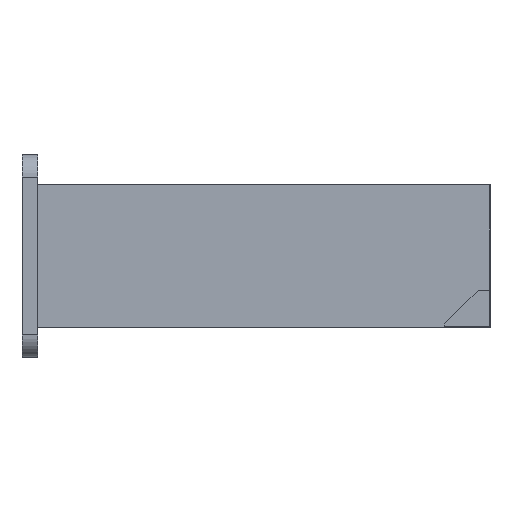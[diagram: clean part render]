
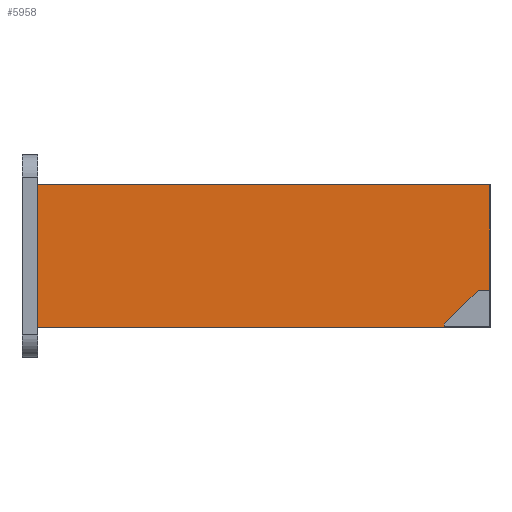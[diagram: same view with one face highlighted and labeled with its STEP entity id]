
A CAD part, left-side view. The second image highlights one B-rep face of the part: STEP entity #5958.
In plain terms, the highlighted planar face has unit normal (-1, 0, 0).
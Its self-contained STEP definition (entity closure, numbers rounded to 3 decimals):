
#3777 = PLANE('',#3778);
#3778 = AXIS2_PLACEMENT_3D('',#3779,#3780,#3781);
#3779 = CARTESIAN_POINT('',(0.,-3.5,-0.018));
#3780 = DIRECTION('',(0.,1.,0.));
#3781 = DIRECTION('',(0.,0.,1.));
#5037 = VERTEX_POINT('',#5038);
#5038 = CARTESIAN_POINT('',(-82.,-3.5,15.6));
#5052 = PLANE('',#5053);
#5053 = AXIS2_PLACEMENT_3D('',#5054,#5055,#5056);
#5054 = CARTESIAN_POINT('',(-62.,0.,15.6));
#5055 = DIRECTION('',(0.,0.,-1.));
#5056 = DIRECTION('',(-1.,0.,0.));
#5064 = EDGE_CURVE('',#5065,#5037,#5067,.T.);
#5065 = VERTEX_POINT('',#5066);
#5066 = CARTESIAN_POINT('',(-82.,-3.5,-15.6));
#5067 = SURFACE_CURVE('',#5068,(#5072,#5079),.PCURVE_S1.);
#5068 = LINE('',#5069,#5070);
#5069 = CARTESIAN_POINT('',(-82.,-3.5,7.791));
#5070 = VECTOR('',#5071,1.);
#5071 = DIRECTION('',(0.,0.,1.));
#5072 = PCURVE('',#3777,#5073);
#5073 = DEFINITIONAL_REPRESENTATION('',(#5074),#5078);
#5074 = LINE('',#5075,#5076);
#5075 = CARTESIAN_POINT('',(7.809,-82.));
#5076 = VECTOR('',#5077,1.);
#5077 = DIRECTION('',(1.,0.));
#5078 = ( GEOMETRIC_REPRESENTATION_CONTEXT(2) 
PARAMETRIC_REPRESENTATION_CONTEXT() REPRESENTATION_CONTEXT('2D SPACE',''
  ) );
#5079 = PCURVE('',#5080,#5085);
#5080 = PLANE('',#5081);
#5081 = AXIS2_PLACEMENT_3D('',#5082,#5083,#5084);
#5082 = CARTESIAN_POINT('',(-82.,0.,15.6));
#5083 = DIRECTION('',(1.,0.,0.));
#5084 = DIRECTION('',(0.,0.,-1.));
#5085 = DEFINITIONAL_REPRESENTATION('',(#5086),#5090);
#5086 = LINE('',#5087,#5088);
#5087 = CARTESIAN_POINT('',(7.809,-3.5));
#5088 = VECTOR('',#5089,1.);
#5089 = DIRECTION('',(-1.,0.));
#5090 = ( GEOMETRIC_REPRESENTATION_CONTEXT(2) 
PARAMETRIC_REPRESENTATION_CONTEXT() REPRESENTATION_CONTEXT('2D SPACE',''
  ) );
#5108 = PLANE('',#5109);
#5109 = AXIS2_PLACEMENT_3D('',#5110,#5111,#5112);
#5110 = CARTESIAN_POINT('',(-82.,0.,-15.6));
#5111 = DIRECTION('',(0.,0.,1.));
#5112 = DIRECTION('',(1.,0.,0.));
#5484 = PLANE('',#5485);
#5485 = AXIS2_PLACEMENT_3D('',#5486,#5487,#5488);
#5486 = CARTESIAN_POINT('',(0.,-102.6,-6.628));
#5487 = DIRECTION('',(0.,1.,0.));
#5488 = DIRECTION('',(0.,0.,1.));
#5867 = VERTEX_POINT('',#5868);
#5868 = CARTESIAN_POINT('',(-82.,-102.6,15.6));
#5889 = EDGE_CURVE('',#5037,#5867,#5890,.T.);
#5890 = SURFACE_CURVE('',#5891,(#5895,#5902),.PCURVE_S1.);
#5891 = LINE('',#5892,#5893);
#5892 = CARTESIAN_POINT('',(-82.,0.,15.6));
#5893 = VECTOR('',#5894,1.);
#5894 = DIRECTION('',(0.,-1.,0.));
#5895 = PCURVE('',#5052,#5896);
#5896 = DEFINITIONAL_REPRESENTATION('',(#5897),#5901);
#5897 = LINE('',#5898,#5899);
#5898 = CARTESIAN_POINT('',(20.,0.));
#5899 = VECTOR('',#5900,1.);
#5900 = DIRECTION('',(0.,-1.));
#5901 = ( GEOMETRIC_REPRESENTATION_CONTEXT(2) 
PARAMETRIC_REPRESENTATION_CONTEXT() REPRESENTATION_CONTEXT('2D SPACE',''
  ) );
#5902 = PCURVE('',#5080,#5903);
#5903 = DEFINITIONAL_REPRESENTATION('',(#5904),#5908);
#5904 = LINE('',#5905,#5906);
#5905 = CARTESIAN_POINT('',(0.,0.));
#5906 = VECTOR('',#5907,1.);
#5907 = DIRECTION('',(0.,-1.));
#5908 = ( GEOMETRIC_REPRESENTATION_CONTEXT(2) 
PARAMETRIC_REPRESENTATION_CONTEXT() REPRESENTATION_CONTEXT('2D SPACE',''
  ) );
#5958 = ADVANCED_FACE('',(#5959),#5080,.F.);
#5959 = FACE_BOUND('',#5960,.F.);
#5960 = EDGE_LOOP('',(#5961,#5962,#5963,#5986,#6014,#6037,#6060,#6083,
    #6111));
#5961 = ORIENTED_EDGE('',*,*,#5064,.T.);
#5962 = ORIENTED_EDGE('',*,*,#5889,.T.);
#5963 = ORIENTED_EDGE('',*,*,#5964,.T.);
#5964 = EDGE_CURVE('',#5867,#5965,#5967,.T.);
#5965 = VERTEX_POINT('',#5966);
#5966 = CARTESIAN_POINT('',(-82.,-102.6,-7.5));
#5967 = SURFACE_CURVE('',#5968,(#5972,#5979),.PCURVE_S1.);
#5968 = LINE('',#5969,#5970);
#5969 = CARTESIAN_POINT('',(-82.,-102.6,15.6));
#5970 = VECTOR('',#5971,1.);
#5971 = DIRECTION('',(0.,0.,-1.));
#5972 = PCURVE('',#5080,#5973);
#5973 = DEFINITIONAL_REPRESENTATION('',(#5974),#5978);
#5974 = LINE('',#5975,#5976);
#5975 = CARTESIAN_POINT('',(0.,-102.6));
#5976 = VECTOR('',#5977,1.);
#5977 = DIRECTION('',(1.,0.));
#5978 = ( GEOMETRIC_REPRESENTATION_CONTEXT(2) 
PARAMETRIC_REPRESENTATION_CONTEXT() REPRESENTATION_CONTEXT('2D SPACE',''
  ) );
#5979 = PCURVE('',#5484,#5980);
#5980 = DEFINITIONAL_REPRESENTATION('',(#5981),#5985);
#5981 = LINE('',#5982,#5983);
#5982 = CARTESIAN_POINT('',(22.228,-82.));
#5983 = VECTOR('',#5984,1.);
#5984 = DIRECTION('',(-1.,0.));
#5985 = ( GEOMETRIC_REPRESENTATION_CONTEXT(2) 
PARAMETRIC_REPRESENTATION_CONTEXT() REPRESENTATION_CONTEXT('2D SPACE',''
  ) );
#5986 = ORIENTED_EDGE('',*,*,#5987,.F.);
#5987 = EDGE_CURVE('',#5988,#5965,#5990,.T.);
#5988 = VERTEX_POINT('',#5989);
#5989 = CARTESIAN_POINT('',(-82.,-100.,-7.5));
#5990 = SURFACE_CURVE('',#5991,(#5995,#6002),.PCURVE_S1.);
#5991 = LINE('',#5992,#5993);
#5992 = CARTESIAN_POINT('',(-82.,-92.6,-7.5));
#5993 = VECTOR('',#5994,1.);
#5994 = DIRECTION('',(0.,-1.,0.));
#5995 = PCURVE('',#5080,#5996);
#5996 = DEFINITIONAL_REPRESENTATION('',(#5997),#6001);
#5997 = LINE('',#5998,#5999);
#5998 = CARTESIAN_POINT('',(23.1,-92.6));
#5999 = VECTOR('',#6000,1.);
#6000 = DIRECTION('',(0.,-1.));
#6001 = ( GEOMETRIC_REPRESENTATION_CONTEXT(2) 
PARAMETRIC_REPRESENTATION_CONTEXT() REPRESENTATION_CONTEXT('2D SPACE',''
  ) );
#6002 = PCURVE('',#6003,#6008);
#6003 = PLANE('',#6004);
#6004 = AXIS2_PLACEMENT_3D('',#6005,#6006,#6007);
#6005 = CARTESIAN_POINT('',(-82.,-92.6,-7.5));
#6006 = DIRECTION('',(1.,0.,0.));
#6007 = DIRECTION('',(0.,0.,-1.));
#6008 = DEFINITIONAL_REPRESENTATION('',(#6009),#6013);
#6009 = LINE('',#6010,#6011);
#6010 = CARTESIAN_POINT('',(0.,0.));
#6011 = VECTOR('',#6012,1.);
#6012 = DIRECTION('',(0.,-1.));
#6013 = ( GEOMETRIC_REPRESENTATION_CONTEXT(2) 
PARAMETRIC_REPRESENTATION_CONTEXT() REPRESENTATION_CONTEXT('2D SPACE',''
  ) );
#6014 = ORIENTED_EDGE('',*,*,#6015,.T.);
#6015 = EDGE_CURVE('',#5988,#6016,#6018,.T.);
#6016 = VERTEX_POINT('',#6017);
#6017 = CARTESIAN_POINT('',(-82.,-92.6,-14.9));
#6018 = SURFACE_CURVE('',#6019,(#6023,#6030),.PCURVE_S1.);
#6019 = LINE('',#6020,#6021);
#6020 = CARTESIAN_POINT('',(-82.,-96.3,-11.2));
#6021 = VECTOR('',#6022,1.);
#6022 = DIRECTION('',(0.,0.707,-0.707));
#6023 = PCURVE('',#5080,#6024);
#6024 = DEFINITIONAL_REPRESENTATION('',(#6025),#6029);
#6025 = LINE('',#6026,#6027);
#6026 = CARTESIAN_POINT('',(26.8,-96.3));
#6027 = VECTOR('',#6028,1.);
#6028 = DIRECTION('',(0.707,0.707));
#6029 = ( GEOMETRIC_REPRESENTATION_CONTEXT(2) 
PARAMETRIC_REPRESENTATION_CONTEXT() REPRESENTATION_CONTEXT('2D SPACE',''
  ) );
#6030 = PCURVE('',#6003,#6031);
#6031 = DEFINITIONAL_REPRESENTATION('',(#6032),#6036);
#6032 = LINE('',#6033,#6034);
#6033 = CARTESIAN_POINT('',(3.7,-3.7));
#6034 = VECTOR('',#6035,1.);
#6035 = DIRECTION('',(0.707,0.707));
#6036 = ( GEOMETRIC_REPRESENTATION_CONTEXT(2) 
PARAMETRIC_REPRESENTATION_CONTEXT() REPRESENTATION_CONTEXT('2D SPACE',''
  ) );
#6037 = ORIENTED_EDGE('',*,*,#6038,.T.);
#6038 = EDGE_CURVE('',#6016,#6039,#6041,.T.);
#6039 = VERTEX_POINT('',#6040);
#6040 = CARTESIAN_POINT('',(-82.,-92.6,-15.5));
#6041 = SURFACE_CURVE('',#6042,(#6046,#6053),.PCURVE_S1.);
#6042 = LINE('',#6043,#6044);
#6043 = CARTESIAN_POINT('',(-82.,-92.6,-7.5));
#6044 = VECTOR('',#6045,1.);
#6045 = DIRECTION('',(0.,0.,-1.));
#6046 = PCURVE('',#5080,#6047);
#6047 = DEFINITIONAL_REPRESENTATION('',(#6048),#6052);
#6048 = LINE('',#6049,#6050);
#6049 = CARTESIAN_POINT('',(23.1,-92.6));
#6050 = VECTOR('',#6051,1.);
#6051 = DIRECTION('',(1.,0.));
#6052 = ( GEOMETRIC_REPRESENTATION_CONTEXT(2) 
PARAMETRIC_REPRESENTATION_CONTEXT() REPRESENTATION_CONTEXT('2D SPACE',''
  ) );
#6053 = PCURVE('',#6003,#6054);
#6054 = DEFINITIONAL_REPRESENTATION('',(#6055),#6059);
#6055 = LINE('',#6056,#6057);
#6056 = CARTESIAN_POINT('',(0.,0.));
#6057 = VECTOR('',#6058,1.);
#6058 = DIRECTION('',(1.,0.));
#6059 = ( GEOMETRIC_REPRESENTATION_CONTEXT(2) 
PARAMETRIC_REPRESENTATION_CONTEXT() REPRESENTATION_CONTEXT('2D SPACE',''
  ) );
#6060 = ORIENTED_EDGE('',*,*,#6061,.T.);
#6061 = EDGE_CURVE('',#6039,#6062,#6064,.T.);
#6062 = VERTEX_POINT('',#6063);
#6063 = CARTESIAN_POINT('',(-82.,-102.6,-15.5));
#6064 = SURFACE_CURVE('',#6065,(#6069,#6076),.PCURVE_S1.);
#6065 = LINE('',#6066,#6067);
#6066 = CARTESIAN_POINT('',(-82.,-92.6,-15.5));
#6067 = VECTOR('',#6068,1.);
#6068 = DIRECTION('',(0.,-1.,0.));
#6069 = PCURVE('',#5080,#6070);
#6070 = DEFINITIONAL_REPRESENTATION('',(#6071),#6075);
#6071 = LINE('',#6072,#6073);
#6072 = CARTESIAN_POINT('',(31.1,-92.6));
#6073 = VECTOR('',#6074,1.);
#6074 = DIRECTION('',(0.,-1.));
#6075 = ( GEOMETRIC_REPRESENTATION_CONTEXT(2) 
PARAMETRIC_REPRESENTATION_CONTEXT() REPRESENTATION_CONTEXT('2D SPACE',''
  ) );
#6076 = PCURVE('',#6003,#6077);
#6077 = DEFINITIONAL_REPRESENTATION('',(#6078),#6082);
#6078 = LINE('',#6079,#6080);
#6079 = CARTESIAN_POINT('',(8.,0.));
#6080 = VECTOR('',#6081,1.);
#6081 = DIRECTION('',(0.,-1.));
#6082 = ( GEOMETRIC_REPRESENTATION_CONTEXT(2) 
PARAMETRIC_REPRESENTATION_CONTEXT() REPRESENTATION_CONTEXT('2D SPACE',''
  ) );
#6083 = ORIENTED_EDGE('',*,*,#6084,.T.);
#6084 = EDGE_CURVE('',#6062,#6085,#6087,.T.);
#6085 = VERTEX_POINT('',#6086);
#6086 = CARTESIAN_POINT('',(-82.,-102.6,-15.6));
#6087 = SURFACE_CURVE('',#6088,(#6092,#6099),.PCURVE_S1.);
#6088 = LINE('',#6089,#6090);
#6089 = CARTESIAN_POINT('',(-82.,-102.6,15.6));
#6090 = VECTOR('',#6091,1.);
#6091 = DIRECTION('',(0.,0.,-1.));
#6092 = PCURVE('',#5080,#6093);
#6093 = DEFINITIONAL_REPRESENTATION('',(#6094),#6098);
#6094 = LINE('',#6095,#6096);
#6095 = CARTESIAN_POINT('',(0.,-102.6));
#6096 = VECTOR('',#6097,1.);
#6097 = DIRECTION('',(1.,0.));
#6098 = ( GEOMETRIC_REPRESENTATION_CONTEXT(2) 
PARAMETRIC_REPRESENTATION_CONTEXT() REPRESENTATION_CONTEXT('2D SPACE',''
  ) );
#6099 = PCURVE('',#6100,#6105);
#6100 = PLANE('',#6101);
#6101 = AXIS2_PLACEMENT_3D('',#6102,#6103,#6104);
#6102 = CARTESIAN_POINT('',(0.,-102.6,-6.628));
#6103 = DIRECTION('',(0.,1.,0.));
#6104 = DIRECTION('',(0.,0.,1.));
#6105 = DEFINITIONAL_REPRESENTATION('',(#6106),#6110);
#6106 = LINE('',#6107,#6108);
#6107 = CARTESIAN_POINT('',(22.228,-82.));
#6108 = VECTOR('',#6109,1.);
#6109 = DIRECTION('',(-1.,0.));
#6110 = ( GEOMETRIC_REPRESENTATION_CONTEXT(2) 
PARAMETRIC_REPRESENTATION_CONTEXT() REPRESENTATION_CONTEXT('2D SPACE',''
  ) );
#6111 = ORIENTED_EDGE('',*,*,#6112,.F.);
#6112 = EDGE_CURVE('',#5065,#6085,#6113,.T.);
#6113 = SURFACE_CURVE('',#6114,(#6118,#6125),.PCURVE_S1.);
#6114 = LINE('',#6115,#6116);
#6115 = CARTESIAN_POINT('',(-82.,0.,-15.6));
#6116 = VECTOR('',#6117,1.);
#6117 = DIRECTION('',(0.,-1.,0.));
#6118 = PCURVE('',#5080,#6119);
#6119 = DEFINITIONAL_REPRESENTATION('',(#6120),#6124);
#6120 = LINE('',#6121,#6122);
#6121 = CARTESIAN_POINT('',(31.2,0.));
#6122 = VECTOR('',#6123,1.);
#6123 = DIRECTION('',(0.,-1.));
#6124 = ( GEOMETRIC_REPRESENTATION_CONTEXT(2) 
PARAMETRIC_REPRESENTATION_CONTEXT() REPRESENTATION_CONTEXT('2D SPACE',''
  ) );
#6125 = PCURVE('',#5108,#6126);
#6126 = DEFINITIONAL_REPRESENTATION('',(#6127),#6131);
#6127 = LINE('',#6128,#6129);
#6128 = CARTESIAN_POINT('',(0.,0.));
#6129 = VECTOR('',#6130,1.);
#6130 = DIRECTION('',(0.,-1.));
#6131 = ( GEOMETRIC_REPRESENTATION_CONTEXT(2) 
PARAMETRIC_REPRESENTATION_CONTEXT() REPRESENTATION_CONTEXT('2D SPACE',''
  ) );
